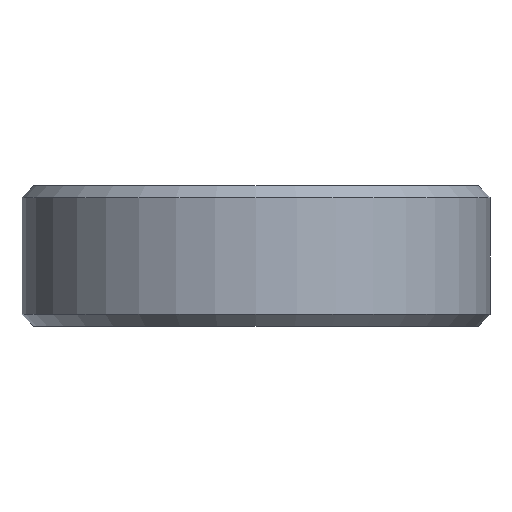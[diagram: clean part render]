
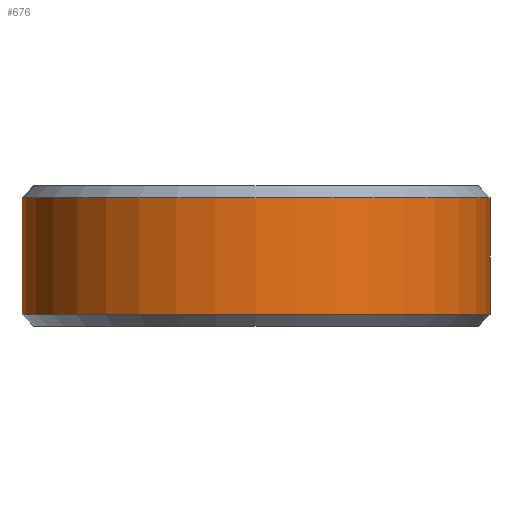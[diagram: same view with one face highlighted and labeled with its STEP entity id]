
A CAD part, left-side view. The second image highlights one B-rep face of the part: STEP entity #676.
In plain terms, the highlighted cylindrical face has radius 3 mm (diameter 6 mm), a partial arc.
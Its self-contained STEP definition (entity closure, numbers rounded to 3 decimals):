
#158=CARTESIAN_POINT('',(0.,0.,-0.75));
#159=DIRECTION('',(0.,0.,-1.));
#160=DIRECTION('',(0.,-1.,0.));
#161=AXIS2_PLACEMENT_3D('',#158,#159,#160);
#163=DIRECTION('',(0.,0.,-1.));
#164=VECTOR('',#163,1.5);
#165=CARTESIAN_POINT('',(0.,3.,
0.75));
#166=LINE('',#165,#164);
#167=CARTESIAN_POINT('',(0.,0.,0.75));
#168=DIRECTION('',(0.,0.,-1.));
#169=DIRECTION('',(0.,-1.,0.));
#170=AXIS2_PLACEMENT_3D('',#167,#168,#169);
#172=DIRECTION('',(0.,0.,-1.));
#173=VECTOR('',#172,1.5);
#174=CARTESIAN_POINT('',(0.,-3.,
0.75));
#175=LINE('',#174,#173);
#362=CARTESIAN_POINT('',(0.,-3.,-0.75));
#363=CARTESIAN_POINT('',(0.,3.,-0.75));
#364=VERTEX_POINT('',#362);
#365=VERTEX_POINT('',#363);
#374=CARTESIAN_POINT('',(0.,-3.,0.75));
#375=CARTESIAN_POINT('',(0.,3.,0.75));
#376=VERTEX_POINT('',#374);
#377=VERTEX_POINT('',#375);
#662=CARTESIAN_POINT('',(0.,0.,-0.99));
#663=DIRECTION('',(0.,0.,1.));
#664=DIRECTION('',(0.,1.,0.));
#665=AXIS2_PLACEMENT_3D('',#662,#663,#664);
#666=CYLINDRICAL_SURFACE('',#665,3.);
#668=ORIENTED_EDGE('',*,*,#667,.T.);
#670=ORIENTED_EDGE('',*,*,#669,.F.);
#671=ORIENTED_EDGE('',*,*,#652,.F.);
#673=ORIENTED_EDGE('',*,*,#672,.T.);
#674=EDGE_LOOP('',(#668,#670,#671,#673));
#675=FACE_OUTER_BOUND('',#674,.F.);
#676=ADVANCED_FACE('',(#675),#666,.T.);
#162=CIRCLE('',#161,3.);
#171=CIRCLE('',#170,3.);
#652=EDGE_CURVE('',#376,#377,#171,.T.);
#667=EDGE_CURVE('',#364,#365,#162,.T.);
#669=EDGE_CURVE('',#377,#365,#166,.T.);
#672=EDGE_CURVE('',#376,#364,#175,.T.);
